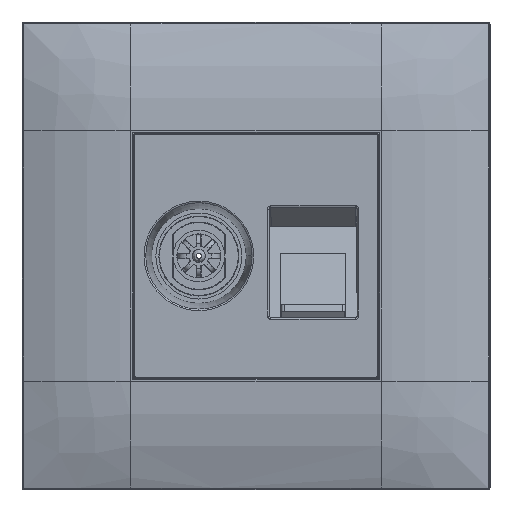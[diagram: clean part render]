
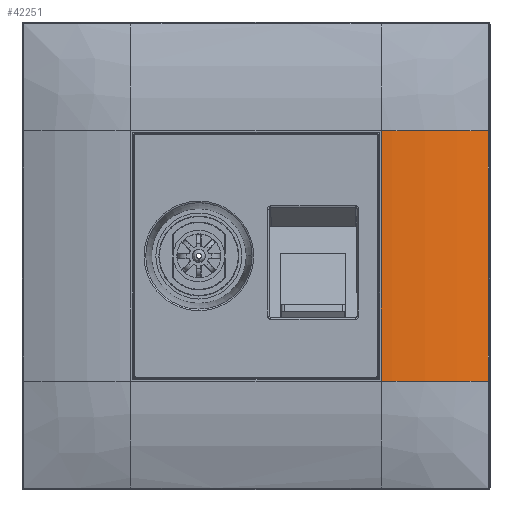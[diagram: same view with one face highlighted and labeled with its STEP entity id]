
A CAD part, top view. The second image highlights one B-rep face of the part: STEP entity #42251.
In plain terms, the highlighted cylindrical face has radius 52 mm (diameter 104 mm), a partial arc.
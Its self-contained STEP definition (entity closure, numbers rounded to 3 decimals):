
#2163 = CARTESIAN_POINT ( 'NONE',  ( 152.205, 234.48, 3.508 ) ) ;
#6349 = CARTESIAN_POINT ( 'NONE',  ( 152.205, 280.48, 3.508 ) ) ;
#9555 = VERTEX_POINT ( 'NONE', #80851 ) ;
#12324 = CARTESIAN_POINT ( 'NONE',  ( 152.205, 349.48, -48.492 ) ) ;
#18570 = EDGE_CURVE ( 'NONE', #110233, #62282, #111150, .T. ) ;
#18949 = ORIENTED_EDGE ( 'NONE', *, *, #95559, .T. ) ;
#19281 = B_SPLINE_CURVE_WITH_KNOTS ( 'NONE', 3,
 ( #33975, #67985, #69128, #95590 ),
 .UNSPECIFIED., .F., .F.,
 ( 4, 4 ),
 ( 0., 1. ),
 .UNSPECIFIED. ) ;
#20551 = CARTESIAN_POINT ( 'NONE',  ( 152.205, 234.48, 3.508 ) ) ;
#21525 = FACE_OUTER_BOUND ( 'NONE', #24397, .T. ) ;
#21677 = CARTESIAN_POINT ( 'NONE',  ( 154.175, 234.48, 3.471 ) ) ;
#21890 = VERTEX_POINT ( 'NONE', #93513 ) ;
#24397 = EDGE_LOOP ( 'NONE', ( #52326, #96619, #31510, #112263, #60362, #18949 ) ) ;
#27420 = EDGE_CURVE ( 'NONE', #106744, #9555, #19281, .T. ) ;
#29181 = CARTESIAN_POINT ( 'NONE',  ( 153.519, 234.48, 3.495 ) ) ;
#29354 = B_SPLINE_CURVE_WITH_KNOTS ( 'NONE', 3,
 ( #55546, #89014, #106273, #80361 ),
 .UNSPECIFIED., .F., .F.,
 ( 4, 4 ),
 ( 0., 1. ),
 .UNSPECIFIED. ) ;
#31510 = ORIENTED_EDGE ( 'NONE', *, *, #105110, .F. ) ;
#33975 = CARTESIAN_POINT ( 'NONE',  ( 154.175, 280.48, 3.471 ) ) ;
#38588 = CARTESIAN_POINT ( 'NONE',  ( 152.862, 280.48, 3.508 ) ) ;
#41843 = LINE ( 'NONE', #78143, #79931 ) ;
#42251 = ADVANCED_FACE ( 'NONE', ( #21525 ), #63601, .T. ) ;
#47251 = CARTESIAN_POINT ( 'NONE',  ( 153.519, 280.48, 3.495 ) ) ;
#47433 = DIRECTION ( 'NONE',  ( 0., -1., 0. ) ) ;
#50497 = CARTESIAN_POINT ( 'NONE',  ( 171.858, 234.48, -0.349 ) ) ;
#52326 = ORIENTED_EDGE ( 'NONE', *, *, #27420, .F. ) ;
#55546 = CARTESIAN_POINT ( 'NONE',  ( 171.858, 234.48, -0.349 ) ) ;
#60362 = ORIENTED_EDGE ( 'NONE', *, *, #89202, .F. ) ;
#60856 = DIRECTION ( 'NONE',  ( 0., 1., 0. ) ) ;
#62282 = VERTEX_POINT ( 'NONE', #2163 ) ;
#63601 = CYLINDRICAL_SURFACE ( 'NONE', #88654, 52. ) ;
#67985 = CARTESIAN_POINT ( 'NONE',  ( 160.232, 280.48, 3.239 ) ) ;
#69128 = CARTESIAN_POINT ( 'NONE',  ( 166.246, 280.48, 1.941 ) ) ;
#74374 = CARTESIAN_POINT ( 'NONE',  ( 154.175, 280.48, 3.471 ) ) ;
#74883 = CARTESIAN_POINT ( 'NONE',  ( 154.175, 280.48, 3.471 ) ) ;
#75267 = LINE ( 'NONE', #50497, #94889 ) ;
#78143 = CARTESIAN_POINT ( 'NONE',  ( 152.205, 234.48, 3.508 ) ) ;
#78274 = EDGE_CURVE ( 'NONE', #84038, #106744, #84653, .T. ) ;
#79931 = VECTOR ( 'NONE', #60856, 1000. ) ;
#80361 = CARTESIAN_POINT ( 'NONE',  ( 154.175, 234.48, 3.471 ) ) ;
#80851 = CARTESIAN_POINT ( 'NONE',  ( 171.858, 280.48, -0.349 ) ) ;
#82400 = CARTESIAN_POINT ( 'NONE',  ( 152.205, 280.48, 3.508 ) ) ;
#84038 = VERTEX_POINT ( 'NONE', #6349 ) ;
#84653 = B_SPLINE_CURVE_WITH_KNOTS ( 'NONE', 3,
 ( #82400, #38588, #47251, #74883 ),
 .UNSPECIFIED., .F., .F.,
 ( 4, 4 ),
 ( 0., 1. ),
 .UNSPECIFIED. ) ;
#88654 = AXIS2_PLACEMENT_3D ( 'NONE', #12324, #47433, #89540 ) ;
#89014 = CARTESIAN_POINT ( 'NONE',  ( 166.246, 234.48, 1.941 ) ) ;
#89202 = EDGE_CURVE ( 'NONE', #21890, #110233, #29354, .T. ) ;
#89540 = DIRECTION ( 'NONE',  ( 1., 0., 0. ) ) ;
#93513 = CARTESIAN_POINT ( 'NONE',  ( 171.858, 234.48, -0.349 ) ) ;
#94889 = VECTOR ( 'NONE', #111023, 1000. ) ;
#95559 = EDGE_CURVE ( 'NONE', #21890, #9555, #75267, .T. ) ;
#95590 = CARTESIAN_POINT ( 'NONE',  ( 171.858, 280.48, -0.349 ) ) ;
#96619 = ORIENTED_EDGE ( 'NONE', *, *, #78274, .F. ) ;
#99451 = CARTESIAN_POINT ( 'NONE',  ( 152.862, 234.48, 3.508 ) ) ;
#105110 = EDGE_CURVE ( 'NONE', #62282, #84038, #41843, .T. ) ;
#105423 = CARTESIAN_POINT ( 'NONE',  ( 154.175, 234.48, 3.471 ) ) ;
#106273 = CARTESIAN_POINT ( 'NONE',  ( 160.232, 234.48, 3.239 ) ) ;
#106744 = VERTEX_POINT ( 'NONE', #74374 ) ;
#110233 = VERTEX_POINT ( 'NONE', #105423 ) ;
#111023 = DIRECTION ( 'NONE',  ( 0., 1., 0. ) ) ;
#111150 = B_SPLINE_CURVE_WITH_KNOTS ( 'NONE', 3,
 ( #21677, #29181, #99451, #20551 ),
 .UNSPECIFIED., .F., .F.,
 ( 4, 4 ),
 ( 0., 1. ),
 .UNSPECIFIED. ) ;
#112263 = ORIENTED_EDGE ( 'NONE', *, *, #18570, .F. ) ;
